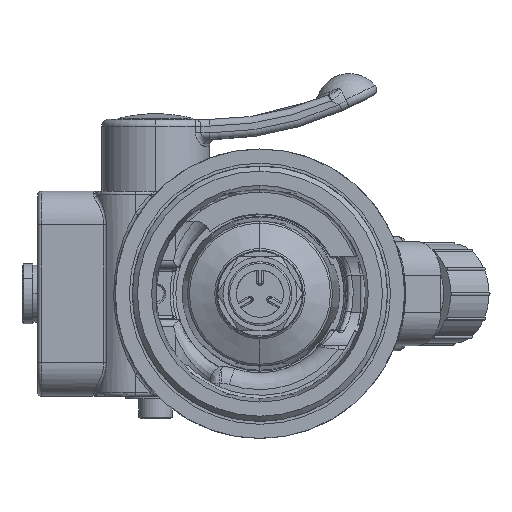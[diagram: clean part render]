
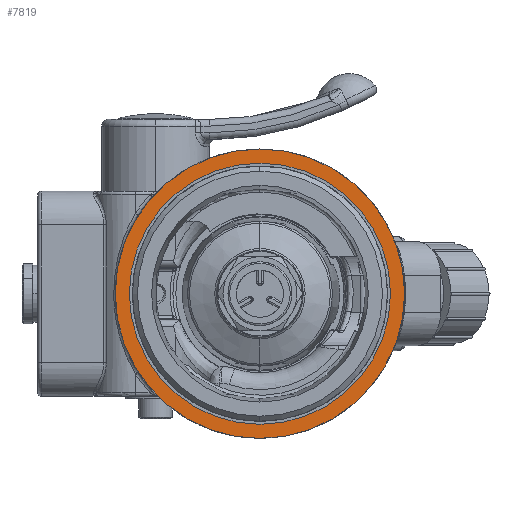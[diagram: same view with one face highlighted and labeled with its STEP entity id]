
A CAD part, front view. The second image highlights one B-rep face of the part: STEP entity #7819.
In plain terms, the highlighted planar face has unit normal (0, -1, 0).
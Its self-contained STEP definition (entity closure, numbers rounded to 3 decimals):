
#6930 = VERTEX_POINT ( 'NONE', #29208 ) ;
#6932 = EDGE_CURVE ( 'NONE', #6930, #6933, #29205, .T. ) ;
#6933 = VERTEX_POINT ( 'NONE', #29615 ) ;
#7302 = ORIENTED_EDGE ( 'NONE', *, *, #6932, .F. ) ;
#7303 = EDGE_LOOP ( 'NONE', ( #7304, #7305 ) ) ;
#7304 = ORIENTED_EDGE ( 'NONE', *, *, #7383, .T. ) ;
#7305 = ORIENTED_EDGE ( 'NONE', *, *, #7878, .T. ) ;
#7381 = VERTEX_POINT ( 'NONE', #36065 ) ;
#7383 = EDGE_CURVE ( 'NONE', #7384, #7381, #36064, .T. ) ;
#7384 = VERTEX_POINT ( 'NONE', #36295 ) ;
#7819 = ADVANCED_FACE ( 'NONE', ( #31751, #31801 ), #31843, .T. ) ;
#7820 = EDGE_LOOP ( 'NONE', ( #7821, #7302 ) ) ;
#7821 = ORIENTED_EDGE ( 'NONE', *, *, #7822, .F. ) ;
#7822 = EDGE_CURVE ( 'NONE', #6933, #6930, #31823, .T. ) ;
#7878 = EDGE_CURVE ( 'NONE', #7381, #7384, #32058, .T. ) ;
#28968 = DIRECTION ( 'NONE',  ( 0., 0., -1. ) ) ;
#28969 = AXIS2_PLACEMENT_3D ( 'NONE', #28972, #28971, #28968 ) ;
#28971 = DIRECTION ( 'NONE',  ( 0., 1., 0. ) ) ;
#28972 = CARTESIAN_POINT ( 'NONE',  ( 0., 31.5, 0. ) ) ;
#29205 = CIRCLE ( 'NONE', #28969, 43. ) ;
#29208 = CARTESIAN_POINT ( 'NONE',  ( 0., 31.5, 43. ) ) ;
#29615 = CARTESIAN_POINT ( 'NONE',  ( 0., 31.5, -43. ) ) ;
#31751 = FACE_OUTER_BOUND ( 'NONE', #7820, .T. ) ;
#31778 = CARTESIAN_POINT ( 'NONE',  ( 0., 31.5, 0. ) ) ;
#31801 = FACE_BOUND ( 'NONE', #7303, .T. ) ;
#31810 = DIRECTION ( 'NONE',  ( 0., 0., -1. ) ) ;
#31811 = DIRECTION ( 'NONE',  ( 0., -1., 0. ) ) ;
#31812 = CARTESIAN_POINT ( 'NONE',  ( 44.574, 31.5, 0. ) ) ;
#31813 = AXIS2_PLACEMENT_3D ( 'NONE', #31812, #31811, #31810 ) ;
#31822 = AXIS2_PLACEMENT_3D ( 'NONE', #31778, #31844, #31861 ) ;
#31823 = CIRCLE ( 'NONE', #31822, 43. ) ;
#31843 = PLANE ( 'NONE',  #31813 ) ;
#31844 = DIRECTION ( 'NONE',  ( 0., 1., 0. ) ) ;
#31861 = DIRECTION ( 'NONE',  ( 0., 0., -1. ) ) ;
#32055 = DIRECTION ( 'NONE',  ( 0., 0., 1. ) ) ;
#32056 = DIRECTION ( 'NONE',  ( 0., 1., 0. ) ) ;
#32057 = AXIS2_PLACEMENT_3D ( 'NONE', #32064, #32056, #32055 ) ;
#32058 = CIRCLE ( 'NONE', #32057, 38.8 ) ;
#32064 = CARTESIAN_POINT ( 'NONE',  ( 0., 31.5, 0. ) ) ;
#36064 = CIRCLE ( 'NONE', #36299, 38.8 ) ;
#36065 = CARTESIAN_POINT ( 'NONE',  ( 0., 31.5, -38.8 ) ) ;
#36295 = CARTESIAN_POINT ( 'NONE',  ( 0., 31.5, 38.8 ) ) ;
#36296 = DIRECTION ( 'NONE',  ( 0., 0., 1. ) ) ;
#36297 = DIRECTION ( 'NONE',  ( 0., 1., 0. ) ) ;
#36298 = CARTESIAN_POINT ( 'NONE',  ( 0., 31.5, 0. ) ) ;
#36299 = AXIS2_PLACEMENT_3D ( 'NONE', #36298, #36297, #36296 ) ;
